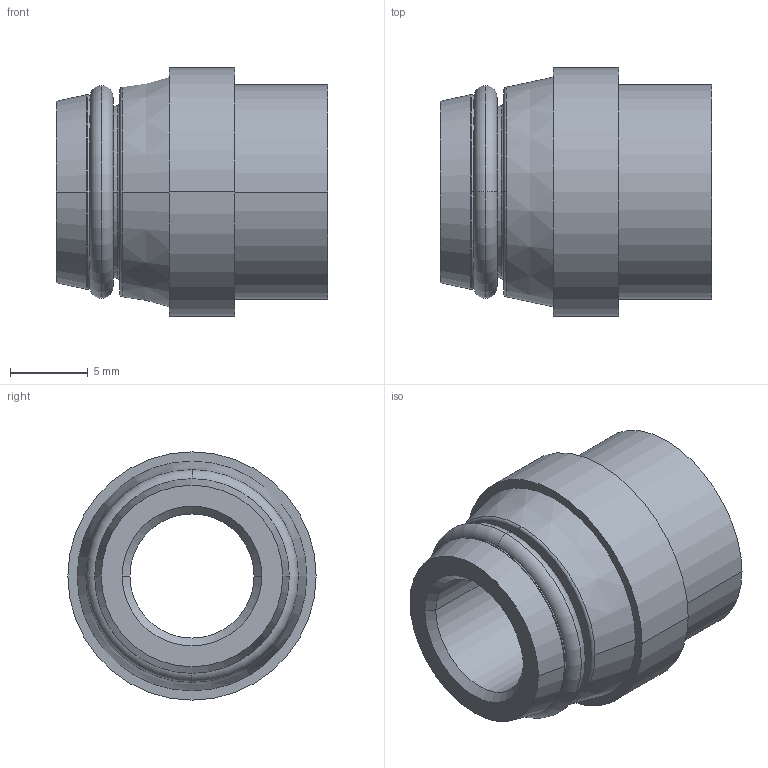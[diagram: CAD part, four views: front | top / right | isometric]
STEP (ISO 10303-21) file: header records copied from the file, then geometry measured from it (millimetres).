
FILE_DESCRIPTION( ( '' ), '1' );
FILE_NAME( '650112.stp', '2012-08-29T08:32:32', ( '' ), ( '' ), ' ', ' ', ' ' );
FILE_SCHEMA( ( 'CONFIG_CONTROL_DESIGN' ) );
Length unit declared in the file: millimetre
Products named in the file (1): 1
Bounding box: 17.5 x 16 x 16 mm (x, y, z)
Volume: 1356 mm3; surface area: 1710.5 mm2
Topology: 1 solids, 2 shells, 48 faces, 111 edges, 69 vertices
Faces by surface type: torus 20, cone 14, cylinder 8, plane 6
Entity records: 1454 total; most frequent: DIRECTION 298, CARTESIAN_POINT 229, ORIENTED_EDGE 222, AXIS2_PLACEMENT_3D 138, EDGE_CURVE 111, CIRCLE 89, VERTEX_POINT 69, EDGE_LOOP 54
